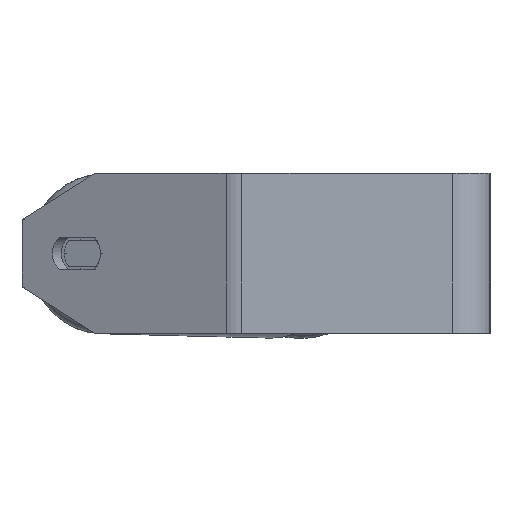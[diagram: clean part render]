
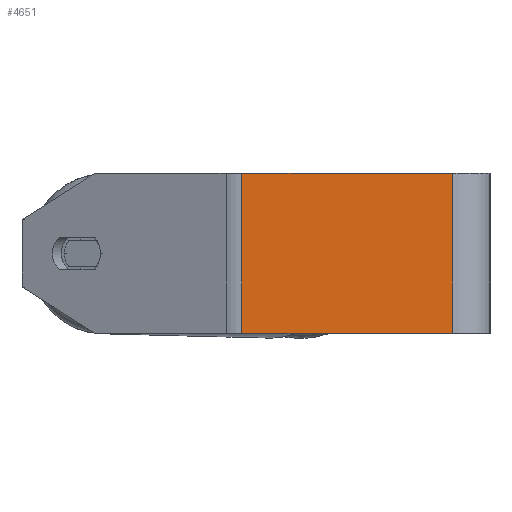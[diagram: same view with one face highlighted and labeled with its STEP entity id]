
A CAD part, left-side view. The second image highlights one B-rep face of the part: STEP entity #4651.
In plain terms, the highlighted planar face has unit normal (-1, 0, 0).
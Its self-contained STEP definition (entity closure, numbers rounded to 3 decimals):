
#470 = CARTESIAN_POINT ( 'NONE',  ( -300., 96.243, -30. ) ) ;
#595 = VERTEX_POINT ( 'NONE', #4274 ) ;
#613 = VECTOR ( 'NONE', #892, 1000. ) ;
#892 = DIRECTION ( 'NONE',  ( 0., 0., -1. ) ) ;
#1152 = EDGE_CURVE ( 'NONE', #2356, #5009, #6824, .T. ) ;
#1394 = CARTESIAN_POINT ( 'NONE',  ( -300., 93.14, 30. ) ) ;
#1524 = VECTOR ( 'NONE', #2192, 1000. ) ;
#1612 = DIRECTION ( 'NONE',  ( 1., 0., 0. ) ) ;
#2094 = VECTOR ( 'NONE', #7769, 1000. ) ;
#2192 = DIRECTION ( 'NONE',  ( 0., 0., -1. ) ) ;
#2356 = VERTEX_POINT ( 'NONE', #3919 ) ;
#2604 = LINE ( 'NONE', #470, #2094 ) ;
#3002 = ORIENTED_EDGE ( 'NONE', *, *, #1152, .F. ) ;
#3640 = LINE ( 'NONE', #3823, #5502 ) ;
#3648 = ORIENTED_EDGE ( 'NONE', *, *, #7626, .F. ) ;
#3823 = CARTESIAN_POINT ( 'NONE',  ( -300., 96.243, 30. ) ) ;
#3919 = CARTESIAN_POINT ( 'NONE',  ( -300., 14., 30. ) ) ;
#4075 = EDGE_LOOP ( 'NONE', ( #7394, #3002, #3648, #6054 ) ) ;
#4134 = VERTEX_POINT ( 'NONE', #5788 ) ;
#4179 = CARTESIAN_POINT ( 'NONE',  ( -300., 14., 30. ) ) ;
#4274 = CARTESIAN_POINT ( 'NONE',  ( -300., 93.14, -30. ) ) ;
#4284 = FACE_OUTER_BOUND ( 'NONE', #4075, .T. ) ;
#4651 = ADVANCED_FACE ( 'NONE', ( #4284 ), #4886, .F. ) ;
#4682 = CARTESIAN_POINT ( 'NONE',  ( -300., 14., -30. ) ) ;
#4886 = PLANE ( 'NONE',  #5805 ) ;
#4932 = CARTESIAN_POINT ( 'NONE',  ( -300., 96.243, 30. ) ) ;
#5009 = VERTEX_POINT ( 'NONE', #4682 ) ;
#5051 = DIRECTION ( 'NONE',  ( 0., -1., 0. ) ) ;
#5502 = VECTOR ( 'NONE', #5051, 1000. ) ;
#5788 = CARTESIAN_POINT ( 'NONE',  ( -300., 93.14, 30. ) ) ;
#5805 = AXIS2_PLACEMENT_3D ( 'NONE', #4932, #1612, #6984 ) ;
#6054 = ORIENTED_EDGE ( 'NONE', *, *, #6446, .T. ) ;
#6446 = EDGE_CURVE ( 'NONE', #4134, #595, #7954, .T. ) ;
#6824 = LINE ( 'NONE', #4179, #613 ) ;
#6856 = EDGE_CURVE ( 'NONE', #595, #5009, #2604, .T. ) ;
#6984 = DIRECTION ( 'NONE',  ( 0., 0., -1. ) ) ;
#7394 = ORIENTED_EDGE ( 'NONE', *, *, #6856, .T. ) ;
#7626 = EDGE_CURVE ( 'NONE', #4134, #2356, #3640, .T. ) ;
#7769 = DIRECTION ( 'NONE',  ( 0., -1., 0. ) ) ;
#7954 = LINE ( 'NONE', #1394, #1524 ) ;
